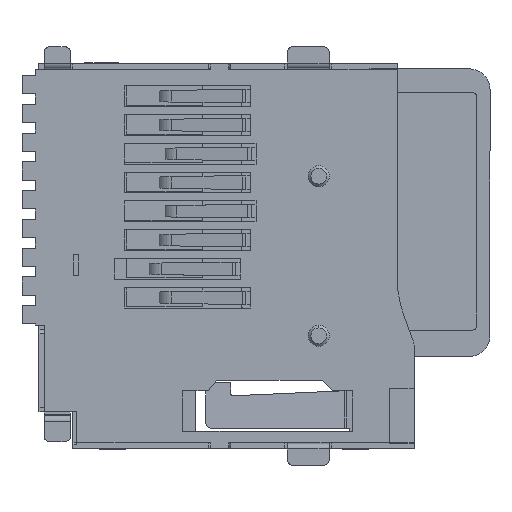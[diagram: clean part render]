
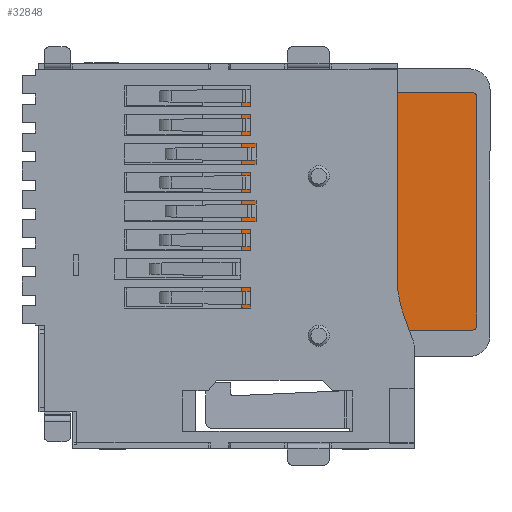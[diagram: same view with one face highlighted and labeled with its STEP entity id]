
A CAD part, front view. The second image highlights one B-rep face of the part: STEP entity #32848.
In plain terms, the highlighted face is planar.
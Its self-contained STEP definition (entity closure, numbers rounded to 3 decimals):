
#3560 = CARTESIAN_POINT ( 'NONE',  ( 48.675, -10.923, -0.13 ) ) ;
#3564 = CARTESIAN_POINT ( 'NONE',  ( 47.927, -1.923, -0.13 ) ) ;
#3565 = LINE ( 'NONE', #3564, #3652 ) ;
#3596 = AXIS2_PLACEMENT_3D ( 'NONE', #3644, #3721, #3720 ) ;
#3600 = PLANE ( 'NONE',  #3596 ) ;
#3602 = CARTESIAN_POINT ( 'NONE',  ( 48.875, -10.723, -0.13 ) ) ;
#3640 = DIRECTION ( 'NONE',  ( -0.707, 0.707, 0. ) ) ;
#3641 = VECTOR ( 'NONE', #3640, 1000. ) ;
#3642 = CARTESIAN_POINT ( 'NONE',  ( 48.816, -2.73, -0.13 ) ) ;
#3644 = CARTESIAN_POINT ( 'NONE',  ( 48.875, -10.923, -0.13 ) ) ;
#3647 = FACE_OUTER_BOUND ( 'NONE', #32863, .T. ) ;
#3650 = DIRECTION ( 'NONE',  ( -1., 0., 0. ) ) ;
#3652 = VECTOR ( 'NONE', #3650, 1000. ) ;
#3664 = LINE ( 'NONE', #3642, #3641 ) ;
#3720 = DIRECTION ( 'NONE',  ( -1., 0., 0. ) ) ;
#3721 = DIRECTION ( 'NONE',  ( 0., 0., -1. ) ) ;
#3723 = CARTESIAN_POINT ( 'NONE',  ( 48.068, -1.981, -0.13 ) ) ;
#3760 = CARTESIAN_POINT ( 'NONE',  ( 48.816, -2.73, -0.13 ) ) ;
#3767 = CARTESIAN_POINT ( 'NONE',  ( 48.875, -2.871, -0.13 ) ) ;
#3894 = LINE ( 'NONE', #3996, #3995 ) ;
#3955 = CARTESIAN_POINT ( 'NONE',  ( 39.975, -2.123, -0.13 ) ) ;
#3967 = CIRCLE ( 'NONE', #4067, 0.2 ) ;
#3969 = DIRECTION ( 'NONE',  ( -1., 0., 0. ) ) ;
#3971 = DIRECTION ( 'NONE',  ( 0., 0., 1. ) ) ;
#3973 = AXIS2_PLACEMENT_3D ( 'NONE', #3992, #3971, #3969 ) ;
#3975 = CIRCLE ( 'NONE', #4072, 0.2 ) ;
#3977 = VECTOR ( 'NONE', #3979, 1000. ) ;
#3979 = DIRECTION ( 'NONE',  ( 0., 1., 0. ) ) ;
#3981 = CARTESIAN_POINT ( 'NONE',  ( 48.875, -10.723, -0.13 ) ) ;
#3983 = DIRECTION ( 'NONE',  ( 1., 0., 0. ) ) ;
#3984 = DIRECTION ( 'NONE',  ( 0., 0., 1. ) ) ;
#3985 = CARTESIAN_POINT ( 'NONE',  ( 48.675, -10.723, -0.13 ) ) ;
#3988 = CIRCLE ( 'NONE', #3973, 0.2 ) ;
#3992 = CARTESIAN_POINT ( 'NONE',  ( 47.927, -2.123, -0.13 ) ) ;
#3994 = DIRECTION ( 'NONE',  ( 0., -1., 0. ) ) ;
#3995 = VECTOR ( 'NONE', #3994, 1000. ) ;
#3996 = CARTESIAN_POINT ( 'NONE',  ( 39.775, -2.123, -0.13 ) ) ;
#4001 = LINE ( 'NONE', #3981, #3977 ) ;
#4008 = AXIS2_PLACEMENT_3D ( 'NONE', #3955, #3984, #3983 ) ;
#4010 = CIRCLE ( 'NONE', #4008, 0.2 ) ;
#4031 = DIRECTION ( 'NONE',  ( 1., 0., 0. ) ) ;
#4036 = DIRECTION ( 'NONE',  ( 1., 0., 0. ) ) ;
#4037 = DIRECTION ( 'NONE',  ( 0., 0., -1. ) ) ;
#4038 = CARTESIAN_POINT ( 'NONE',  ( 39.975, -10.723, -0.13 ) ) ;
#4039 = AXIS2_PLACEMENT_3D ( 'NONE', #4038, #4037, #4036 ) ;
#4041 = CIRCLE ( 'NONE', #4039, 0.2 ) ;
#4042 = VECTOR ( 'NONE', #4031, 1000. ) ;
#4043 = CARTESIAN_POINT ( 'NONE',  ( 39.975, -10.923, -0.13 ) ) ;
#4046 = CARTESIAN_POINT ( 'NONE',  ( 47.927, -1.923, -0.13 ) ) ;
#4055 = DIRECTION ( 'NONE',  ( -1., 0., 0. ) ) ;
#4058 = CARTESIAN_POINT ( 'NONE',  ( 39.775, -2.123, -0.13 ) ) ;
#4059 = CARTESIAN_POINT ( 'NONE',  ( 39.975, -1.923, -0.13 ) ) ;
#4060 = CARTESIAN_POINT ( 'NONE',  ( 39.775, -10.723, -0.13 ) ) ;
#4061 = LINE ( 'NONE', #4043, #4042 ) ;
#4062 = CARTESIAN_POINT ( 'NONE',  ( 39.975, -10.923, -0.13 ) ) ;
#4065 = DIRECTION ( 'NONE',  ( 0., 0., 1. ) ) ;
#4067 = AXIS2_PLACEMENT_3D ( 'NONE', #3985, #4065, #4055 ) ;
#4069 = DIRECTION ( 'NONE',  ( 1., 0., 0. ) ) ;
#4070 = DIRECTION ( 'NONE',  ( 0., 0., 1. ) ) ;
#4071 = CARTESIAN_POINT ( 'NONE',  ( 48.675, -2.871, -0.13 ) ) ;
#4072 = AXIS2_PLACEMENT_3D ( 'NONE', #4071, #4070, #4069 ) ;
#32845 = EDGE_CURVE ( 'NONE', #32916, #32911, #3565, .T. ) ;
#32846 = EDGE_CURVE ( 'NONE', #32864, #32852, #3664, .T. ) ;
#32847 = VERTEX_POINT ( 'NONE', #3560 ) ;
#32848 = ADVANCED_FACE ( 'NONE', ( #3647 ), #3600, .T. ) ;
#32849 = VERTEX_POINT ( 'NONE', #3602 ) ;
#32852 = VERTEX_POINT ( 'NONE', #3723 ) ;
#32858 = ORIENTED_EDGE ( 'NONE', *, *, #32908, .F. ) ;
#32861 = VERTEX_POINT ( 'NONE', #3767 ) ;
#32863 = EDGE_LOOP ( 'NONE', ( #32904, #32907, #32858, #32913, #32906, #32921, #32910, #32897, #32901, #32886 ) ) ;
#32864 = VERTEX_POINT ( 'NONE', #3760 ) ;
#32886 = ORIENTED_EDGE ( 'NONE', *, *, #32902, .F. ) ;
#32896 = EDGE_CURVE ( 'NONE', #32912, #32915, #3894, .T. ) ;
#32897 = ORIENTED_EDGE ( 'NONE', *, *, #32898, .F. ) ;
#32898 = EDGE_CURVE ( 'NONE', #32911, #32912, #4010, .T. ) ;
#32901 = ORIENTED_EDGE ( 'NONE', *, *, #32845, .F. ) ;
#32902 = EDGE_CURVE ( 'NONE', #32852, #32916, #3988, .T. ) ;
#32904 = ORIENTED_EDGE ( 'NONE', *, *, #32846, .F. ) ;
#32905 = EDGE_CURVE ( 'NONE', #32861, #32864, #3975, .T. ) ;
#32906 = ORIENTED_EDGE ( 'NONE', *, *, #32918, .F. ) ;
#32907 = ORIENTED_EDGE ( 'NONE', *, *, #32905, .F. ) ;
#32908 = EDGE_CURVE ( 'NONE', #32849, #32861, #4001, .T. ) ;
#32909 = EDGE_CURVE ( 'NONE', #32847, #32849, #3967, .T. ) ;
#32910 = ORIENTED_EDGE ( 'NONE', *, *, #32896, .F. ) ;
#32911 = VERTEX_POINT ( 'NONE', #4059 ) ;
#32912 = VERTEX_POINT ( 'NONE', #4058 ) ;
#32913 = ORIENTED_EDGE ( 'NONE', *, *, #32909, .F. ) ;
#32914 = VERTEX_POINT ( 'NONE', #4062 ) ;
#32915 = VERTEX_POINT ( 'NONE', #4060 ) ;
#32916 = VERTEX_POINT ( 'NONE', #4046 ) ;
#32917 = EDGE_CURVE ( 'NONE', #32914, #32915, #4041, .T. ) ;
#32918 = EDGE_CURVE ( 'NONE', #32914, #32847, #4061, .T. ) ;
#32921 = ORIENTED_EDGE ( 'NONE', *, *, #32917, .T. ) ;
